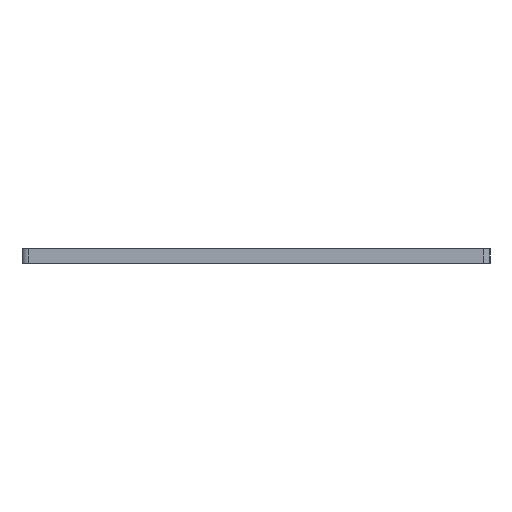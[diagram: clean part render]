
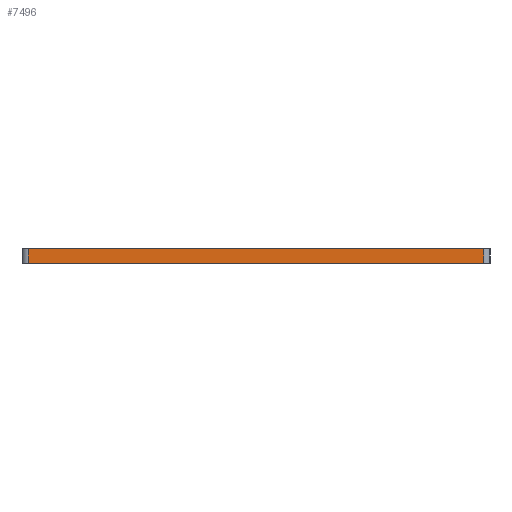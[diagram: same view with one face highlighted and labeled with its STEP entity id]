
A CAD part, left-side view. The second image highlights one B-rep face of the part: STEP entity #7496.
In plain terms, the highlighted planar face has unit normal (-1, 0, 0).
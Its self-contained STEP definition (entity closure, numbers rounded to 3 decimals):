
#2299=CARTESIAN_POINT('',(0.095,1.508,12.));
#2300=VERTEX_POINT('',#2299);
#2308=CARTESIAN_POINT('',(0.095,94.258,12.));
#2309=VERTEX_POINT('',#2308);
#2310=CARTESIAN_POINT('',(0.095,1.508,12.));
#2311=DIRECTION('',(0.,1.,0.));
#2312=VECTOR('',#2311,92.75);
#2313=LINE('',#2310,#2312);
#2314=EDGE_CURVE('',#2300,#2309,#2313,.T.);
#7466=CARTESIAN_POINT('',(0.095,47.883,15.));
#7467=DIRECTION('',(-1.,0.,0.));
#7468=DIRECTION('',(0.,0.,1.));
#7469=AXIS2_PLACEMENT_3D('',#7466,#7467,#7468);
#7470=PLANE('',#7469);
#7471=CARTESIAN_POINT('',(0.095,1.508,15.));
#7472=VERTEX_POINT('',#7471);
#7473=CARTESIAN_POINT('',(0.095,94.258,15.));
#7474=VERTEX_POINT('',#7473);
#7475=CARTESIAN_POINT('',(0.095,1.508,15.));
#7476=DIRECTION('',(0.,1.,0.));
#7477=VECTOR('',#7476,92.75);
#7478=LINE('',#7475,#7477);
#7479=EDGE_CURVE('',#7472,#7474,#7478,.T.);
#7480=ORIENTED_EDGE('',*,*,#7479,.T.);
#7481=CARTESIAN_POINT('',(0.095,94.258,15.));
#7482=DIRECTION('',(0.,0.,-1.));
#7483=VECTOR('',#7482,3.);
#7484=LINE('',#7481,#7483);
#7485=EDGE_CURVE('',#7474,#2309,#7484,.T.);
#7486=ORIENTED_EDGE('',*,*,#7485,.T.);
#7487=ORIENTED_EDGE('',*,*,#2314,.F.);
#7488=CARTESIAN_POINT('',(0.095,1.508,12.));
#7489=DIRECTION('',(-0.,-0.,1.));
#7490=VECTOR('',#7489,3.);
#7491=LINE('',#7488,#7490);
#7492=EDGE_CURVE('',#2300,#7472,#7491,.T.);
#7493=ORIENTED_EDGE('',*,*,#7492,.T.);
#7494=EDGE_LOOP('',(#7480,#7486,#7487,#7493));
#7495=FACE_BOUND('',#7494,.T.);
#7496=ADVANCED_FACE('',(#7495),#7470,.T.);
